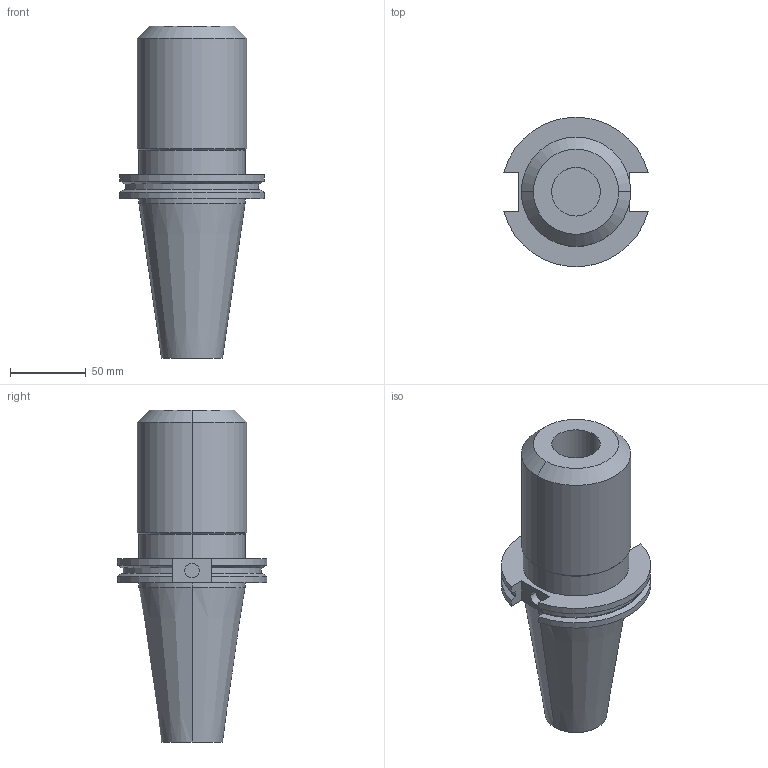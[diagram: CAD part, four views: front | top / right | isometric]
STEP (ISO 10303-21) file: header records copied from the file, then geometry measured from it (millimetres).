
FILE_DESCRIPTION (( 'STEP AP203' ), '1' );
FILE_NAME ('STP-22996.STEP', '2018-08-23T05:15:27', ( '' ), ( '' ), 'SwSTEP 2.0', 'SolidWorks 2015', '' );
FILE_SCHEMA (( 'CONFIG_CONTROL_DESIGN' ));
Length unit declared in the file: millimetre
Products named in the file (1): STP-22996
Bounding box: 94.95 x 98.05 x 218.44 mm (x, y, z)
Volume: 668960 mm3; surface area: 69448.4 mm2
Topology: 1 solids, 1 shells, 55 faces, 128 edges, 79 vertices
Faces by surface type: cylinder 22, plane 17, cone 16
Entity records: 1639 total; most frequent: CARTESIAN_POINT 285, DIRECTION 284, ORIENTED_EDGE 252, EDGE_CURVE 126, AXIS2_PLACEMENT_3D 110, VERTEX_POINT 79, VECTOR 64, LINE 64
